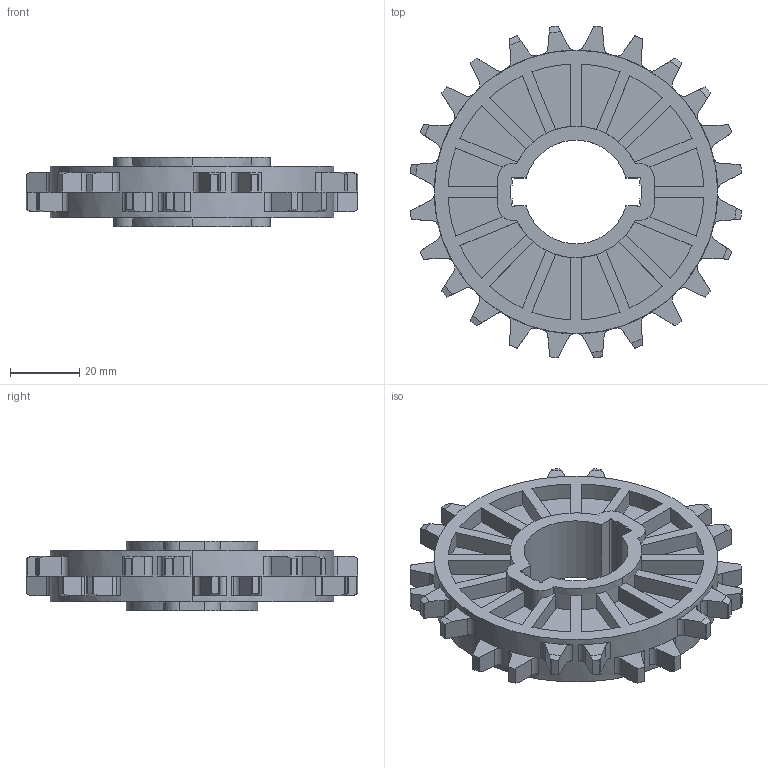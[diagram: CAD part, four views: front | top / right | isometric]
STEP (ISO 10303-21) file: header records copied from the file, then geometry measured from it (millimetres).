
FILE_DESCRIPTION (( 'STEP AP214' ), '1' );
FILE_NAME ('Rexnord-CS 1000 CLASSIC SPROCKETS-CS 1000 12-30.STEP', '2021-06-09T07:16:35', ( '' ), ( '' ), 'SwSTEP 2.0', 'SolidWorks 2021', '' );
FILE_SCHEMA (( 'AUTOMOTIVE_DESIGN' ));
Length unit declared in the file: millimetre
Products named in the file (2): Rexnord-CS 1000 CLASSIC SPROCKETS-CS 1000 12-30; Rexnord-CS 1000 CLASSIC SPROCKETS-CS 1000 12-30_CS_1000_CS 1000 12-30
Assembly tree (1 placements, depth 2):
  Rexnord-CS 1000 CLASSIC SPROCKETS-CS 1000 12-30
    Rexnord-CS 1000 CLASSIC SPROCKETS-CS 1000 12-30_CS_1000_CS 1000 12-30
Bounding box: 95.83 x 95.89 x 20 mm (x, y, z)
Volume: 52480.1 mm3; surface area: 26916 mm2
Topology: 1 solids, 1 shells, 436 faces, 1224 edges, 816 vertices
Faces by surface type: plane 214, cylinder 192, cone 24, bspline 6
Entity records: 14477 total; most frequent: CARTESIAN_POINT 3104, ORIENTED_EDGE 2448, DIRECTION 2352, EDGE_CURVE 1224, AXIS2_PLACEMENT_3D 850, VERTEX_POINT 816, VECTOR 652, LINE 652
